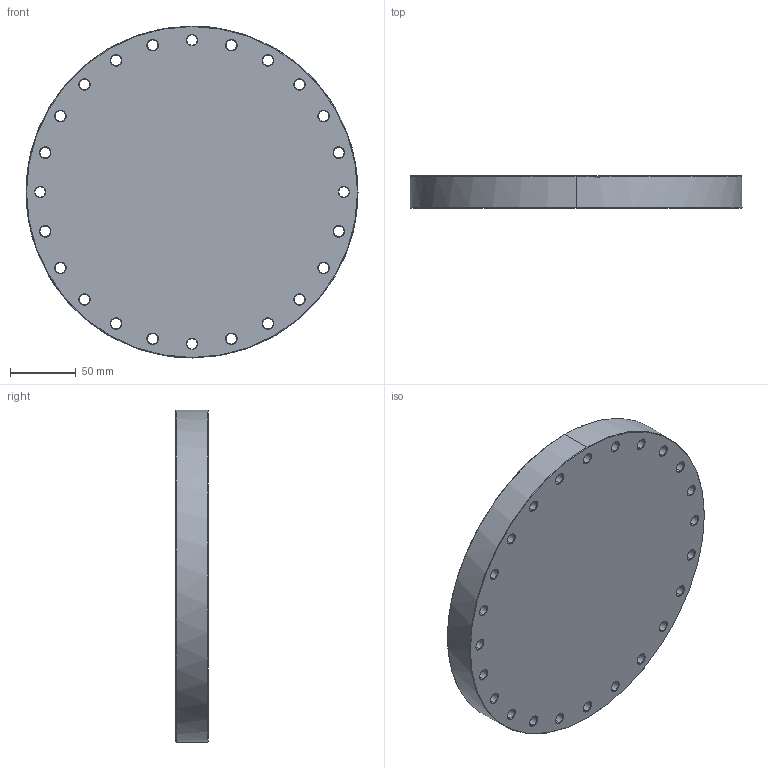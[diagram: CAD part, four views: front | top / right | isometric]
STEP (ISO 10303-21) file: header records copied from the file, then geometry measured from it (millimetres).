
FILE_DESCRIPTION (( 'STEP AP214' ), '1' );
FILE_NAME ('Hositrad_CF200-BT.STEP', '2017-04-26T10:15:11', ( 'Gebruiker' ), ( '' ), 'SwSTEP 2.0', 'SolidWorks 2017', '' );
FILE_SCHEMA (( 'AUTOMOTIVE_DESIGN' ));
Length unit declared in the file: millimetre
Products named in the file (1): Hositrad_CF200-BT
Bounding box: 253.2 x 24.6 x 253.2 mm (x, y, z)
Volume: 1162278.2 mm3; surface area: 133636.3 mm2
Topology: 1 solids, 1 shells, 167 faces, 392 edges, 227 vertices
Faces by surface type: cone 105, cylinder 52, plane 10
Entity records: 4893 total; most frequent: DIRECTION 941, CARTESIAN_POINT 799, ORIENTED_EDGE 784, EDGE_CURVE 392, AXIS2_PLACEMENT_3D 385, VERTEX_POINT 227, CIRCLE 217, EDGE_LOOP 215
